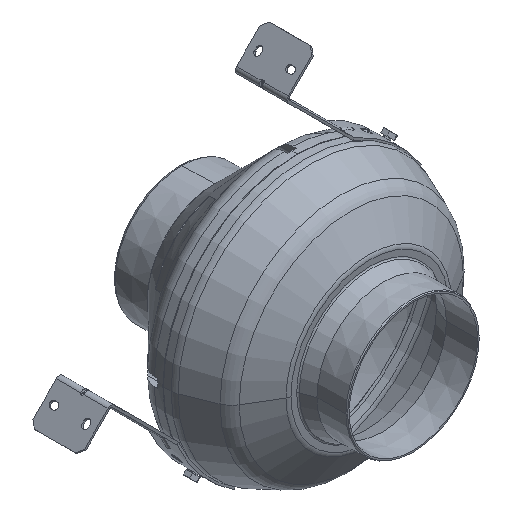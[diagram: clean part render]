
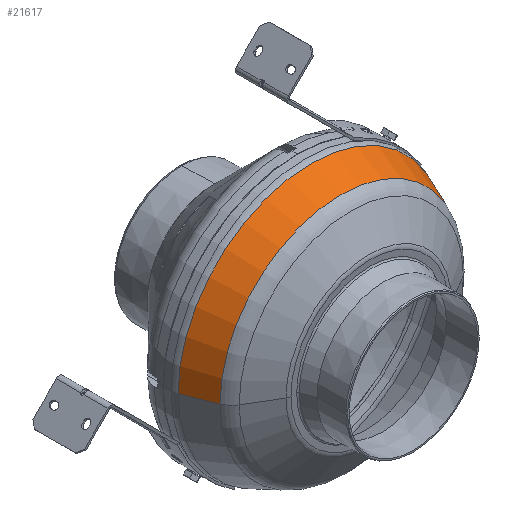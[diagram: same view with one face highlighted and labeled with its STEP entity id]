
A CAD part, isometric view. The second image highlights one B-rep face of the part: STEP entity #21617.
In plain terms, the highlighted conical face has half-angle 22.274 degrees and reference radius 109.899 mm.
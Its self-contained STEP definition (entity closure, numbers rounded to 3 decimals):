
#602 = VERTEX_POINT ( 'NONE', #1885 ) ;
#1211 = ORIENTED_EDGE ( 'NONE', *, *, #25130, .F. ) ;
#1885 = CARTESIAN_POINT ( 'NONE',  ( -112.415, -40.587, 0. ) ) ;
#2082 = DIRECTION ( 'NONE',  ( 1., 0., 0. ) ) ;
#2453 = ORIENTED_EDGE ( 'NONE', *, *, #23522, .F. ) ;
#2525 = ORIENTED_EDGE ( 'NONE', *, *, #16776, .T. ) ;
#2963 = CIRCLE ( 'NONE', #22033, 112.415 ) ;
#4120 = CARTESIAN_POINT ( 'NONE',  ( 0., -46.73, 0. ) ) ;
#4300 = AXIS2_PLACEMENT_3D ( 'NONE', #4120, #23973, #2082 ) ;
#6509 = DIRECTION ( 'NONE',  ( 0., 1., 0. ) ) ;
#9113 = ORIENTED_EDGE ( 'NONE', *, *, #25364, .T. ) ;
#9214 = DIRECTION ( 'NONE',  ( 0.379, 0.925, 0. ) ) ;
#9368 = CARTESIAN_POINT ( 'NONE',  ( 123.761, -12.886, 0. ) ) ;
#9708 = FACE_OUTER_BOUND ( 'NONE', #24746, .T. ) ;
#10491 = VERTEX_POINT ( 'NONE', #17897 ) ;
#11477 = DIRECTION ( 'NONE',  ( 0., 1., 0. ) ) ;
#13759 = CONICAL_SURFACE ( 'NONE', #4300, 109.899, 0.389 ) ;
#14056 = AXIS2_PLACEMENT_3D ( 'NONE', #23403, #11477, #25422 ) ;
#14568 = VECTOR ( 'NONE', #9214, 1000. ) ;
#16776 = EDGE_CURVE ( 'NONE', #22679, #25532, #19843, .T. ) ;
#17897 = CARTESIAN_POINT ( 'NONE',  ( -123.761, -12.886, 0. ) ) ;
#18479 = CARTESIAN_POINT ( 'NONE',  ( 0., -40.587, 0. ) ) ;
#19843 = LINE ( 'NONE', #21141, #14568 ) ;
#20119 = DIRECTION ( 'NONE',  ( -0.379, 0.925, 0. ) ) ;
#20223 = LINE ( 'NONE', #22014, #23164 ) ;
#20445 = DIRECTION ( 'NONE',  ( -1., 0., 0. ) ) ;
#20749 = CIRCLE ( 'NONE', #14056, 123.761 ) ;
#20858 = CARTESIAN_POINT ( 'NONE',  ( 112.415, -40.587, 0. ) ) ;
#21141 = CARTESIAN_POINT ( 'NONE',  ( 109.899, -46.73, 0. ) ) ;
#21617 = ADVANCED_FACE ( 'NONE', ( #9708 ), #13759, .T. ) ;
#22014 = CARTESIAN_POINT ( 'NONE',  ( -109.899, -46.73, 0. ) ) ;
#22033 = AXIS2_PLACEMENT_3D ( 'NONE', #18479, #6509, #20445 ) ;
#22679 = VERTEX_POINT ( 'NONE', #20858 ) ;
#23164 = VECTOR ( 'NONE', #20119, 1000. ) ;
#23403 = CARTESIAN_POINT ( 'NONE',  ( 0., -12.886, 0. ) ) ;
#23522 = EDGE_CURVE ( 'NONE', #602, #10491, #20223, .T. ) ;
#23973 = DIRECTION ( 'NONE',  ( 0., 1., 0. ) ) ;
#24746 = EDGE_LOOP ( 'NONE', ( #2453, #9113, #2525, #1211 ) ) ;
#25130 = EDGE_CURVE ( 'NONE', #10491, #25532, #20749, .T. ) ;
#25364 = EDGE_CURVE ( 'NONE', #602, #22679, #2963, .T. ) ;
#25422 = DIRECTION ( 'NONE',  ( 1., 0., 0. ) ) ;
#25532 = VERTEX_POINT ( 'NONE', #9368 ) ;
